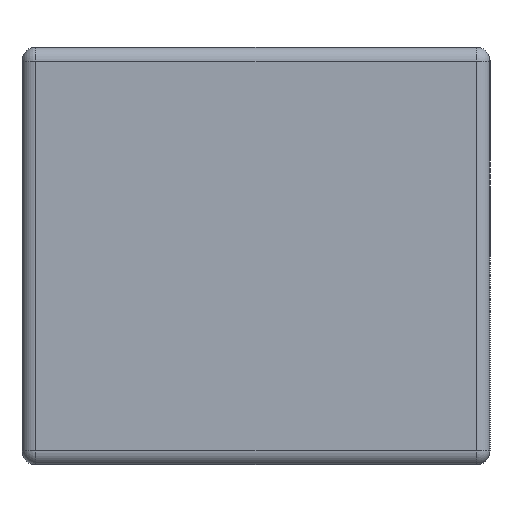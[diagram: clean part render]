
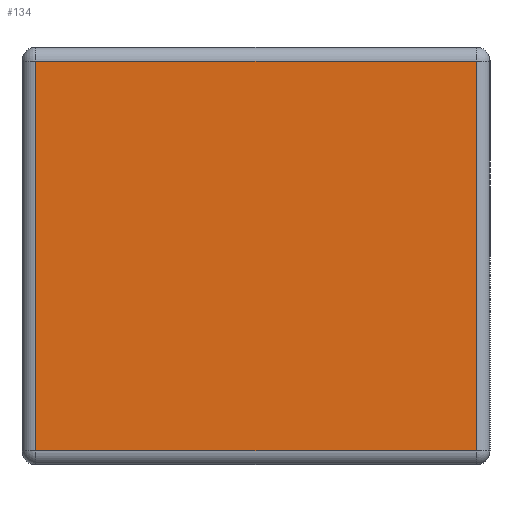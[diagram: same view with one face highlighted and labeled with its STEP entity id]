
A CAD part, left-side view. The second image highlights one B-rep face of the part: STEP entity #134.
In plain terms, the highlighted planar face has unit normal (-1, 0, 0).
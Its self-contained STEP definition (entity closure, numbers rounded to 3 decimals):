
#134 = ADVANCED_FACE ( 'NONE', ( #759 ), #798, .F. ) ;
#135 = EDGE_LOOP ( 'NONE', ( #186, #190, #193, #196 ) ) ;
#186 = ORIENTED_EDGE ( 'NONE', *, *, #187, .T. ) ;
#187 = EDGE_CURVE ( 'NONE', #188, #189, #923, .T. ) ;
#188 = VERTEX_POINT ( 'NONE', #973 ) ;
#189 = VERTEX_POINT ( 'NONE', #972 ) ;
#190 = ORIENTED_EDGE ( 'NONE', *, *, #191, .T. ) ;
#191 = EDGE_CURVE ( 'NONE', #189, #192, #971, .T. ) ;
#192 = VERTEX_POINT ( 'NONE', #967 ) ;
#193 = ORIENTED_EDGE ( 'NONE', *, *, #194, .T. ) ;
#194 = EDGE_CURVE ( 'NONE', #192, #195, #966, .T. ) ;
#195 = VERTEX_POINT ( 'NONE', #962 ) ;
#196 = ORIENTED_EDGE ( 'NONE', *, *, #197, .T. ) ;
#197 = EDGE_CURVE ( 'NONE', #195, #188, #960, .T. ) ;
#694 = DIRECTION ( 'NONE',  ( 0., 1., 0. ) ) ;
#759 = FACE_OUTER_BOUND ( 'NONE', #135, .T. ) ;
#794 = DIRECTION ( 'NONE',  ( 0., 0., -1. ) ) ;
#795 = DIRECTION ( 'NONE',  ( 1., 0., 0. ) ) ;
#796 = CARTESIAN_POINT ( 'NONE',  ( -1.6, 1.68, 0.75 ) ) ;
#797 = AXIS2_PLACEMENT_3D ( 'NONE', #796, #795, #794 ) ;
#798 = PLANE ( 'NONE',  #797 ) ;
#920 = VECTOR ( 'NONE', #694, 1000. ) ;
#921 = CARTESIAN_POINT ( 'NONE',  ( -1.6, 1.68, 0.7 ) ) ;
#923 = LINE ( 'NONE', #921, #920 ) ;
#957 = DIRECTION ( 'NONE',  ( 0., 0., 1. ) ) ;
#958 = VECTOR ( 'NONE', #957, 1000. ) ;
#959 = CARTESIAN_POINT ( 'NONE',  ( -1.6, 0.05, 0.75 ) ) ;
#960 = LINE ( 'NONE', #959, #958 ) ;
#962 = CARTESIAN_POINT ( 'NONE',  ( -1.6, 0.05, -0.7 ) ) ;
#963 = DIRECTION ( 'NONE',  ( 0., -1., 0. ) ) ;
#964 = VECTOR ( 'NONE', #963, 1000. ) ;
#965 = CARTESIAN_POINT ( 'NONE',  ( -1.6, 1.68, -0.7 ) ) ;
#966 = LINE ( 'NONE', #965, #964 ) ;
#967 = CARTESIAN_POINT ( 'NONE',  ( -1.6, 1.63, -0.7 ) ) ;
#968 = DIRECTION ( 'NONE',  ( 0., 0., -1. ) ) ;
#969 = VECTOR ( 'NONE', #968, 1000. ) ;
#970 = CARTESIAN_POINT ( 'NONE',  ( -1.6, 1.63, 0.75 ) ) ;
#971 = LINE ( 'NONE', #970, #969 ) ;
#972 = CARTESIAN_POINT ( 'NONE',  ( -1.6, 1.63, 0.7 ) ) ;
#973 = CARTESIAN_POINT ( 'NONE',  ( -1.6, 0.05, 0.7 ) ) ;
